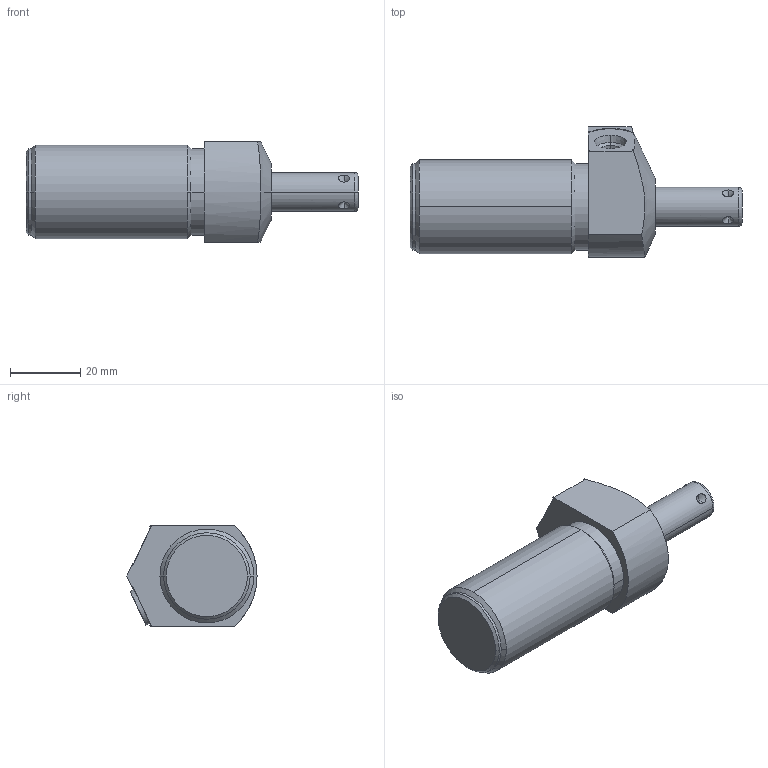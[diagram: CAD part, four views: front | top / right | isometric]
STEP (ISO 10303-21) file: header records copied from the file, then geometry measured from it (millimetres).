
FILE_DESCRIPTION((''),'2;1');
FILE_NAME('ILC25010501','2022-01-20T14:31:40',('rkuestersteffen'),(''),'CREO PARAMETRIC BY PTC INC, 2021164','CREO PARAMETRIC BY PTC INC, 2021164','');
FILE_SCHEMA(('AUTOMOTIVE_DESIGN { 1 0 10303 214 1 1 1 1 }'));
Length unit declared in the file: inch
Products named in the file (1): ILC25010501
Bounding box: 94.56 x 37.06 x 28.57 mm (x, y, z)
Volume: 44474.2 mm3; surface area: 9662 mm2
Topology: 1 solids, 3 shells, 72 faces, 172 edges, 104 vertices
Faces by surface type: cone 26, cylinder 25, plane 19, torus 2
Entity records: 3151 total; most frequent: CARTESIAN_POINT 605, DIRECTION 397, ORIENTED_EDGE 320, PRESENTATION_STYLE_ASSIGNMENT 192, STYLED_ITEM 179, CURVE_STYLE 177, EDGE_CURVE 162, AXIS2_PLACEMENT_3D 158
